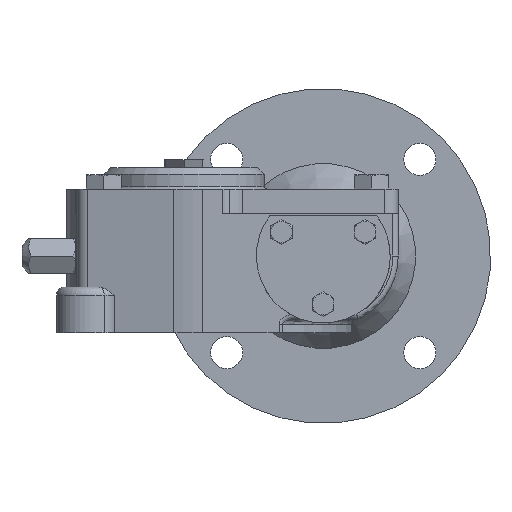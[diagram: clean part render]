
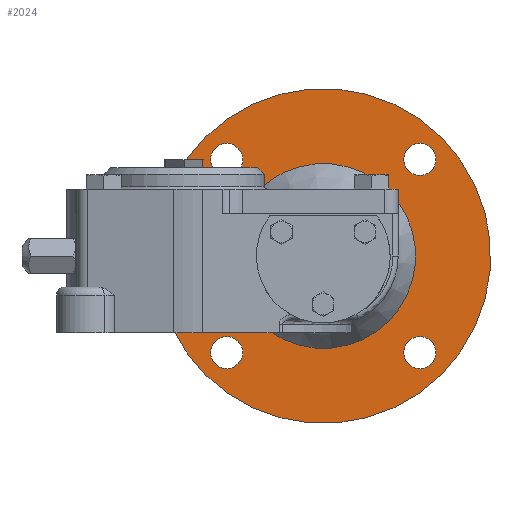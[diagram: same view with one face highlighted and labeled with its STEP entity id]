
A CAD part, left-side view. The second image highlights one B-rep face of the part: STEP entity #2024.
In plain terms, the highlighted planar face has unit normal (-1, 0, 0).
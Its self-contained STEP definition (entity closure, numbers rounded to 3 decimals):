
#2024 = ADVANCED_FACE( '', ( #4771, #4772, #4773, #4774, #4775, #4776 ), #4777, .T. );
#4771 = FACE_BOUND( '', #10357, .T. );
#4772 = FACE_BOUND( '', #10358, .T. );
#4773 = FACE_BOUND( '', #10359, .T. );
#4774 = FACE_BOUND( '', #10360, .T. );
#4775 = FACE_BOUND( '', #10361, .T. );
#4776 = FACE_OUTER_BOUND( '', #10362, .T. );
#4777 = PLANE( '', #10363 );
#10357 = EDGE_LOOP( '', ( #18390 ) );
#10358 = EDGE_LOOP( '', ( #18391 ) );
#10359 = EDGE_LOOP( '', ( #18392 ) );
#10360 = EDGE_LOOP( '', ( #18393 ) );
#10361 = EDGE_LOOP( '', ( #18394 ) );
#10362 = EDGE_LOOP( '', ( #18395 ) );
#10363 = AXIS2_PLACEMENT_3D( '', #18396, #18397, #18398 );
#18390 = ORIENTED_EDGE( '', *, *, #26224, .T. );
#18391 = ORIENTED_EDGE( '', *, *, #26225, .T. );
#18392 = ORIENTED_EDGE( '', *, *, #26226, .T. );
#18393 = ORIENTED_EDGE( '', *, *, #26098, .T. );
#18394 = ORIENTED_EDGE( '', *, *, #25379, .T. );
#18395 = ORIENTED_EDGE( '', *, *, #26227, .F. );
#18396 = CARTESIAN_POINT( '', ( 85., -7.806, -12.594 ) );
#18397 = DIRECTION( '', ( -1., 0., 0. ) );
#18398 = DIRECTION( '', ( 0., 0.707, 0.707 ) );
#25379 = EDGE_CURVE( '', #29915, #29915, #29916, .T. );
#26098 = EDGE_CURVE( '', #30970, #30970, #30971, .T. );
#26224 = EDGE_CURVE( '', #31153, #31153, #31154, .T. );
#26225 = EDGE_CURVE( '', #31155, #31155, #31156, .T. );
#26226 = EDGE_CURVE( '', #31157, #31157, #31158, .T. );
#26227 = EDGE_CURVE( '', #31159, #31159, #31160, .T. );
#29915 = VERTEX_POINT( '', #37598 );
#29916 = CIRCLE( '', #37599, 34.5 );
#30970 = VERTEX_POINT( '', #39755 );
#30971 = CIRCLE( '', #39756, 6. );
#31153 = VERTEX_POINT( '', #40113 );
#31154 = CIRCLE( '', #40114, 6. );
#31155 = VERTEX_POINT( '', #40115 );
#31156 = CIRCLE( '', #40116, 6. );
#31157 = VERTEX_POINT( '', #40117 );
#31158 = CIRCLE( '', #40118, 6. );
#31159 = VERTEX_POINT( '', #40119 );
#31160 = CIRCLE( '', #40120, 62.5 );
#37598 = CARTESIAN_POINT( '', ( 85., -76.395, 7.205 ) );
#37599 = AXIS2_PLACEMENT_3D( '', #45523, #45524, #45525 );
#39755 = CARTESIAN_POINT( '', ( 85., -83.82, -8.705 ) );
#39756 = AXIS2_PLACEMENT_3D( '', #46368, #46369, #46370 );
#40113 = CARTESIAN_POINT( '', ( 85., -11.695, -0.22 ) );
#40114 = AXIS2_PLACEMENT_3D( '', #46513, #46514, #46515 );
#40115 = CARTESIAN_POINT( '', ( 85., -20.18, 71.905 ) );
#40116 = AXIS2_PLACEMENT_3D( '', #46516, #46517, #46518 );
#40117 = CARTESIAN_POINT( '', ( 85., -92.305, 63.42 ) );
#40118 = AXIS2_PLACEMENT_3D( '', #46519, #46520, #46521 );
#40119 = CARTESIAN_POINT( '', ( 85., -96.194, -12.594 ) );
#40120 = AXIS2_PLACEMENT_3D( '', #46522, #46523, #46524 );
#45523 = CARTESIAN_POINT( '', ( 85., -52., 31.6 ) );
#45524 = DIRECTION( '', ( 1., 0., 0. ) );
#45525 = DIRECTION( '', ( 0., -0.707, -0.707 ) );
#46368 = CARTESIAN_POINT( '', ( 85., -88.062, -4.462 ) );
#46369 = DIRECTION( '', ( 1., 0., 0. ) );
#46370 = DIRECTION( '', ( 0., 0.707, -0.707 ) );
#46513 = CARTESIAN_POINT( '', ( 85., -15.938, -4.462 ) );
#46514 = DIRECTION( '', ( 1., 0., 0. ) );
#46515 = DIRECTION( '', ( 0., 0.707, 0.707 ) );
#46516 = CARTESIAN_POINT( '', ( 85., -15.938, 67.662 ) );
#46517 = DIRECTION( '', ( 1., 0., 0. ) );
#46518 = DIRECTION( '', ( 0., -0.707, 0.707 ) );
#46519 = CARTESIAN_POINT( '', ( 85., -88.062, 67.662 ) );
#46520 = DIRECTION( '', ( 1., 0., 0. ) );
#46521 = DIRECTION( '', ( 0., -0.707, -0.707 ) );
#46522 = CARTESIAN_POINT( '', ( 85., -52., 31.6 ) );
#46523 = DIRECTION( '', ( 1., 0., 0. ) );
#46524 = DIRECTION( '', ( 0., -0.707, -0.707 ) );
